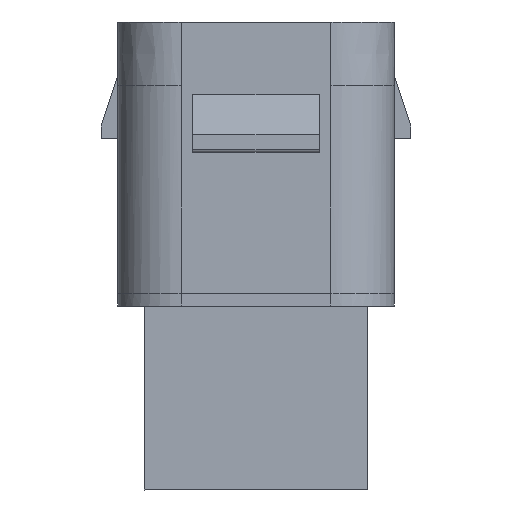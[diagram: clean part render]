
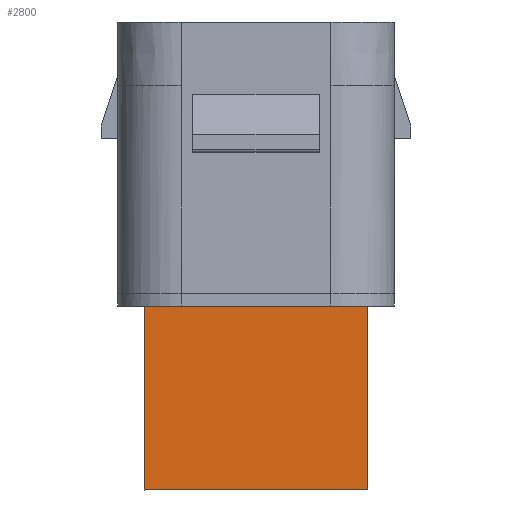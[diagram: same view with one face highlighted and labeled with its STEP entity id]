
A CAD part, left-side view. The second image highlights one B-rep face of the part: STEP entity #2800.
In plain terms, the highlighted planar face has unit normal (-1, 0, 0).
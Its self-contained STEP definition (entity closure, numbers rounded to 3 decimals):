
#2800=ADVANCED_FACE('',(#3504),#3186,.T.);
#3186=PLANE('',#11273);
#3504=FACE_OUTER_BOUND('',#3912,.T.);
#3912=EDGE_LOOP('',(#5013,#5014,#5015,#5016,#5017,#5018));
#5013=ORIENTED_EDGE('',*,*,#7088,.F.);
#5014=ORIENTED_EDGE('',*,*,#7094,.T.);
#5015=ORIENTED_EDGE('',*,*,#7582,.T.);
#5016=ORIENTED_EDGE('',*,*,#7579,.F.);
#5017=ORIENTED_EDGE('',*,*,#7583,.F.);
#5018=ORIENTED_EDGE('',*,*,#7081,.F.);
#6373=VERTEX_POINT('',#13943);
#6374=VERTEX_POINT('',#13945);
#6378=VERTEX_POINT('',#13957);
#6383=VERTEX_POINT('',#13971);
#6762=VERTEX_POINT('',#15028);
#6763=VERTEX_POINT('',#15029);
#7081=EDGE_CURVE('',#6373,#6374,#8711,.T.);
#7088=EDGE_CURVE('',#6378,#6373,#8717,.T.);
#7094=EDGE_CURVE('',#6378,#6383,#8723,.T.);
#7579=EDGE_CURVE('',#6762,#6763,#9098,.T.);
#7582=EDGE_CURVE('',#6383,#6763,#9101,.T.);
#7583=EDGE_CURVE('',#6374,#6762,#9102,.T.);
#8711=LINE('',#13944,#9623);
#8717=LINE('',#13959,#9629);
#8723=LINE('',#13970,#9635);
#9098=LINE('',#15027,#10010);
#9101=LINE('',#15033,#10013);
#9102=LINE('',#15034,#10014);
#9623=VECTOR('',#11776,1.);
#9629=VECTOR('',#11788,1.);
#9635=VECTOR('',#11798,1.);
#10010=VECTOR('',#12613,1.);
#10013=VECTOR('',#12618,1.);
#10014=VECTOR('',#12619,1.);
#11273=AXIS2_PLACEMENT_3D('',#15035,#12620,#12621);
#11776=DIRECTION('',(0.,0.,-1.));
#11788=DIRECTION('',(0.,0.,-1.));
#11798=DIRECTION('',(0.,1.,0.));
#12613=DIRECTION('',(0.,0.,1.));
#12618=DIRECTION('',(0.,0.,-1.));
#12619=DIRECTION('',(0.,1.,0.));
#12620=DIRECTION('',(-1.,0.,0.));
#12621=DIRECTION('',(0.,1.,0.));
#13943=CARTESIAN_POINT('',(-17.7,-8.8,-1.));
#13944=CARTESIAN_POINT('',(-17.7,-8.8,0.775));
#13945=CARTESIAN_POINT('',(-17.7,-8.8,-15.5));
#13957=CARTESIAN_POINT('',(-17.7,-8.8,0.));
#13959=CARTESIAN_POINT('',(-17.7,-8.8,0.775));
#13970=CARTESIAN_POINT('',(-17.7,12.09,0.));
#13971=CARTESIAN_POINT('',(-17.7,8.8,0.));
#15027=CARTESIAN_POINT('',(-17.7,8.8,0.775));
#15028=CARTESIAN_POINT('',(-17.7,8.8,-15.5));
#15029=CARTESIAN_POINT('',(-17.7,8.8,-1.));
#15033=CARTESIAN_POINT('',(-17.7,8.8,0.));
#15034=CARTESIAN_POINT('',(-17.7,-8.3,-15.5));
#15035=CARTESIAN_POINT('',(-17.7,-8.8,0.));
